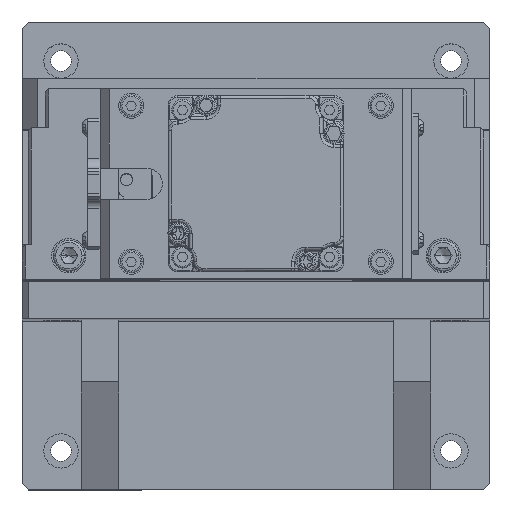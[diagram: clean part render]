
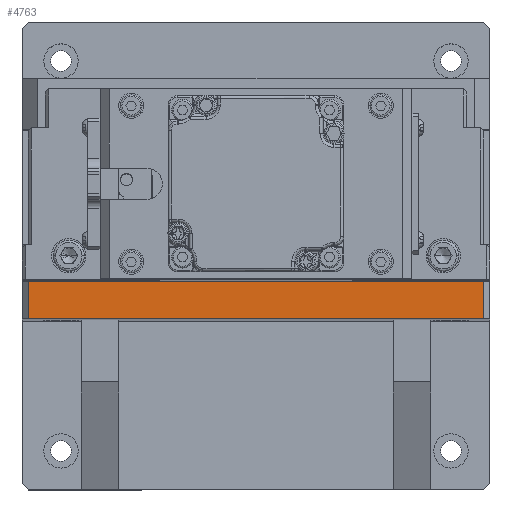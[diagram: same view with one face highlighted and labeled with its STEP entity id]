
A CAD part, top view. The second image highlights one B-rep face of the part: STEP entity #4763.
In plain terms, the highlighted planar face has unit normal (0, 0, 1).
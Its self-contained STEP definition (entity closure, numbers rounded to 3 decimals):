
#534 = VERTEX_POINT ( 'NONE', #20940 ) ;
#2697 = ORIENTED_EDGE ( 'NONE', *, *, #6022, .T. ) ;
#4067 = EDGE_CURVE ( 'NONE', #14124, #534, #60331, .T. ) ;
#4763 = ADVANCED_FACE ( 'NONE', ( #6812 ), #59616, .F. ) ;
#6022 = EDGE_CURVE ( 'NONE', #534, #13421, #28834, .T. ) ;
#6812 = FACE_OUTER_BOUND ( 'NONE', #42973, .T. ) ;
#10535 = CARTESIAN_POINT ( 'NONE',  ( 73., -12., 174. ) ) ;
#12557 = EDGE_CURVE ( 'NONE', #51615, #14124, #65332, .T. ) ;
#13421 = VERTEX_POINT ( 'NONE', #61360 ) ;
#14124 = VERTEX_POINT ( 'NONE', #62539 ) ;
#18434 = VECTOR ( 'NONE', #34389, 1000. ) ;
#20940 = CARTESIAN_POINT ( 'NONE',  ( -73., 0., 174. ) ) ;
#21662 = VECTOR ( 'NONE', #51751, 1000. ) ;
#22917 = CARTESIAN_POINT ( 'NONE',  ( -75., 0., 174. ) ) ;
#22926 = AXIS2_PLACEMENT_3D ( 'NONE', #64470, #65154, #53653 ) ;
#26833 = CARTESIAN_POINT ( 'NONE',  ( 73., -12., 174. ) ) ;
#28834 = LINE ( 'NONE', #43345, #61676 ) ;
#30209 = ORIENTED_EDGE ( 'NONE', *, *, #12557, .T. ) ;
#34389 = DIRECTION ( 'NONE',  ( -1., 0., 0. ) ) ;
#37660 = DIRECTION ( 'NONE',  ( 0., -1., 0. ) ) ;
#37911 = DIRECTION ( 'NONE',  ( 0., 1., 0. ) ) ;
#38109 = LINE ( 'NONE', #40991, #21662 ) ;
#40991 = CARTESIAN_POINT ( 'NONE',  ( -75., -12., 174. ) ) ;
#42973 = EDGE_LOOP ( 'NONE', ( #47272, #2697, #45743, #30209 ) ) ;
#43345 = CARTESIAN_POINT ( 'NONE',  ( -73., -12., 174. ) ) ;
#45743 = ORIENTED_EDGE ( 'NONE', *, *, #67755, .F. ) ;
#47272 = ORIENTED_EDGE ( 'NONE', *, *, #4067, .T. ) ;
#48887 = VECTOR ( 'NONE', #37911, 1000. ) ;
#51615 = VERTEX_POINT ( 'NONE', #26833 ) ;
#51751 = DIRECTION ( 'NONE',  ( -1., 0., 0. ) ) ;
#53653 = DIRECTION ( 'NONE',  ( 0., 1., 0. ) ) ;
#59616 = PLANE ( 'NONE',  #22926 ) ;
#60331 = LINE ( 'NONE', #22917, #18434 ) ;
#61360 = CARTESIAN_POINT ( 'NONE',  ( -73., -12., 174. ) ) ;
#61676 = VECTOR ( 'NONE', #37660, 1000. ) ;
#62539 = CARTESIAN_POINT ( 'NONE',  ( 73., 0., 174. ) ) ;
#64470 = CARTESIAN_POINT ( 'NONE',  ( -75., -12., 174. ) ) ;
#65154 = DIRECTION ( 'NONE',  ( 0., 0., -1. ) ) ;
#65332 = LINE ( 'NONE', #10535, #48887 ) ;
#67755 = EDGE_CURVE ( 'NONE', #51615, #13421, #38109, .T. ) ;
